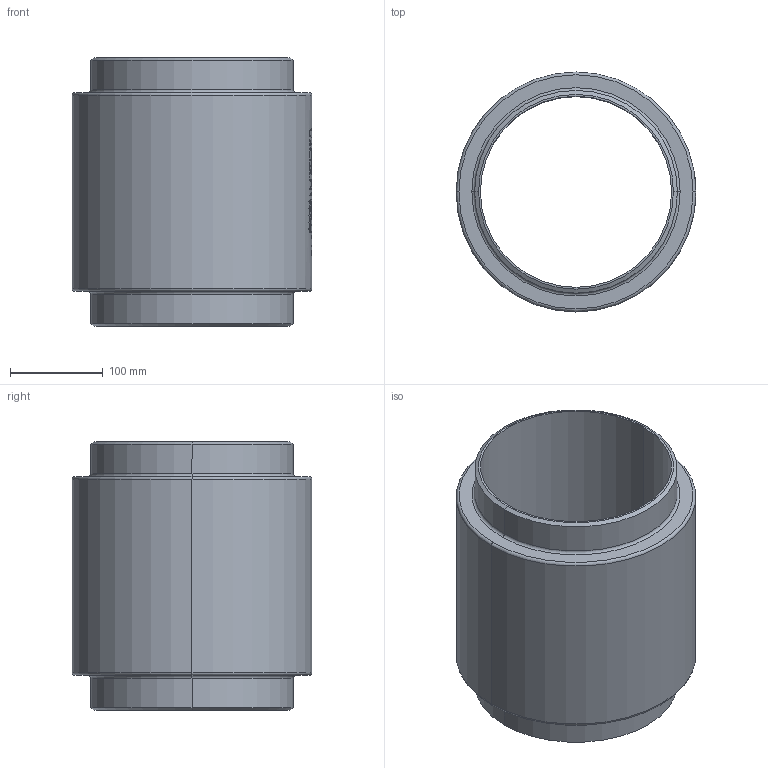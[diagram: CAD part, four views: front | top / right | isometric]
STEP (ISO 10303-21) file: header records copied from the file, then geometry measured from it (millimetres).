
FILE_DESCRIPTION (( 'STEP AP214' ), '1' );
FILE_NAME ('7110000_DN200_ PN16 1190500.STEP', '2022-03-22T06:55:34', ( 'axxx' ), ( 'Hewlett-Packard Company' ), 'SwSTEP 2.0', 'SolidWorks 2019', '' );
FILE_SCHEMA (( 'AUTOMOTIVE_DESIGN' ));
Length unit declared in the file: millimetre
Products named in the file (1): 7110000_DN200_ PN16 1190500
Bounding box: 259 x 259 x 290 mm (x, y, z)
Volume: 4431042.9 mm3; surface area: 453840.3 mm2
Topology: 1 solids, 1 shells, 474 faces, 1212 edges, 804 vertices
Faces by surface type: plane 218, bspline 215, cylinder 29, torus 8, cone 4
Entity records: 28262 total; most frequent: CARTESIAN_POINT 18232, ORIENTED_EDGE 2424, DIRECTION 1352, EDGE_CURVE 1212, VERTEX_POINT 804, LINE 650, VECTOR 650, EDGE_LOOP 540
